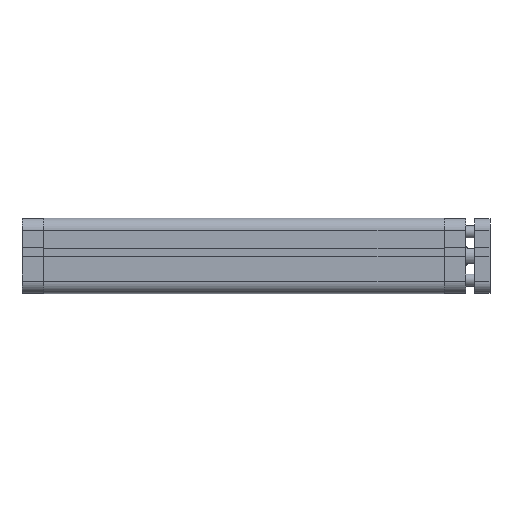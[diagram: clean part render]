
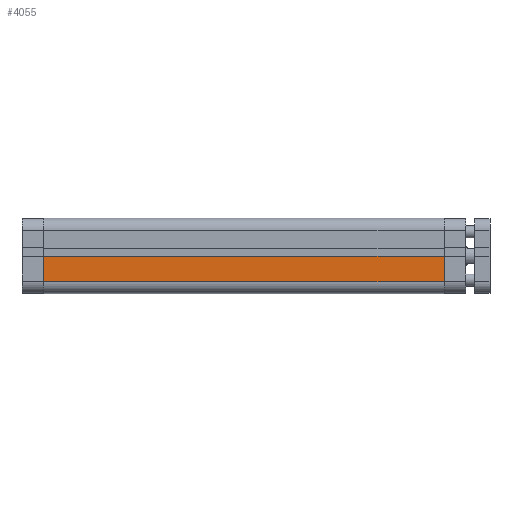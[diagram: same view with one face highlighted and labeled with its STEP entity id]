
A CAD part, top view. The second image highlights one B-rep face of the part: STEP entity #4055.
In plain terms, the highlighted face is planar.
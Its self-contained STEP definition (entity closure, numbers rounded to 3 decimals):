
#196 = ORIENTED_EDGE ( 'NONE', *, *, #2658, .T. ) ;
#198 = ORIENTED_EDGE ( 'NONE', *, *, #2661, .F. ) ;
#199 = ORIENTED_EDGE ( 'NONE', *, *, #2654, .F. ) ;
#201 = ORIENTED_EDGE ( 'NONE', *, *, #2662, .T. ) ;
#1800 = AXIS2_PLACEMENT_3D ( 'NONE', #6592, #6598, #6599 ) ;
#2654 = EDGE_CURVE ( 'NONE', #8377, #8326, #5982, .T. ) ;
#2658 = EDGE_CURVE ( 'NONE', #8377, #8102, #5973, .T. ) ;
#2661 = EDGE_CURVE ( 'NONE', #8326, #8312, #5979, .T. ) ;
#2662 = EDGE_CURVE ( 'NONE', #8102, #8312, #5988, .T. ) ;
#3474 = EDGE_LOOP ( 'NONE', ( #201, #198, #199, #196 ) ) ;
#4055 = ADVANCED_FACE ( 'NONE', ( #6131 ), #6589, .F. ) ;
#5307 = CARTESIAN_POINT ( 'NONE',  ( 0., -25., 265.5 ) ) ;
#5308 = DIRECTION ( 'NONE',  ( 1., 0., 0. ) ) ;
#5315 = CARTESIAN_POINT ( 'NONE',  ( 0.1, -25., 265.5 ) ) ;
#5316 = DIRECTION ( 'NONE',  ( 0., 0., -1. ) ) ;
#5317 = CARTESIAN_POINT ( 'NONE',  ( 17., -25., 265.5 ) ) ;
#5321 = CARTESIAN_POINT ( 'NONE',  ( 0., -25., 0. ) ) ;
#5323 = DIRECTION ( 'NONE',  ( 0., 0., -1. ) ) ;
#5325 = DIRECTION ( 'NONE',  ( 1., 0., 0. ) ) ;
#5967 = VECTOR ( 'NONE', #5316, 1000. ) ;
#5973 = LINE ( 'NONE', #5315, #5967 ) ;
#5979 = LINE ( 'NONE', #5317, #5995 ) ;
#5982 = LINE ( 'NONE', #5307, #5983 ) ;
#5983 = VECTOR ( 'NONE', #5308, 1000. ) ;
#5988 = LINE ( 'NONE', #5321, #5997 ) ;
#5995 = VECTOR ( 'NONE', #5323, 1000. ) ;
#5997 = VECTOR ( 'NONE', #5325, 1000. ) ;
#6131 = FACE_OUTER_BOUND ( 'NONE', #3474, .T. ) ;
#6589 = PLANE ( 'NONE',  #1800 ) ;
#6592 = CARTESIAN_POINT ( 'NONE',  ( 0., -25., 265.5 ) ) ;
#6598 = DIRECTION ( 'NONE',  ( 0., 1., 0. ) ) ;
#6599 = DIRECTION ( 'NONE',  ( -1., 0., 0. ) ) ;
#7598 = CARTESIAN_POINT ( 'NONE',  ( 0.1, -25., 0. ) ) ;
#7743 = CARTESIAN_POINT ( 'NONE',  ( 17., -25., 0. ) ) ;
#7757 = CARTESIAN_POINT ( 'NONE',  ( 17., -25., 265.5 ) ) ;
#7773 = CARTESIAN_POINT ( 'NONE',  ( 0.1, -25., 265.5 ) ) ;
#8102 = VERTEX_POINT ( 'NONE', #7598 ) ;
#8312 = VERTEX_POINT ( 'NONE', #7743 ) ;
#8326 = VERTEX_POINT ( 'NONE', #7757 ) ;
#8377 = VERTEX_POINT ( 'NONE', #7773 ) ;
